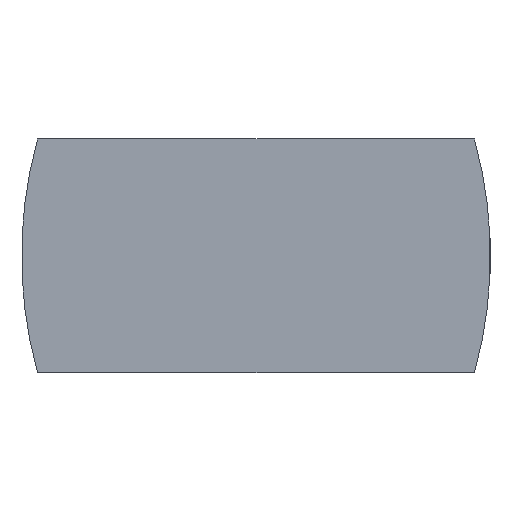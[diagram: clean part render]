
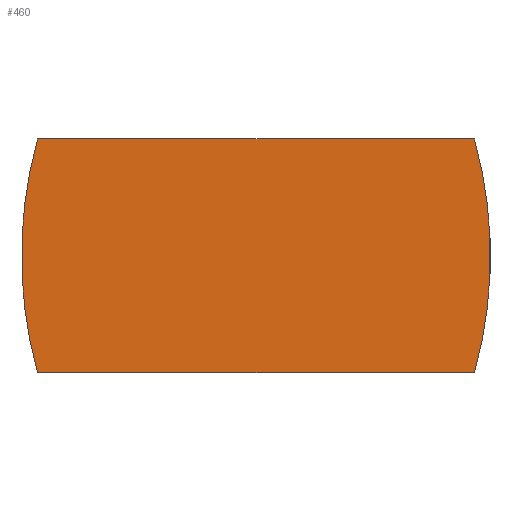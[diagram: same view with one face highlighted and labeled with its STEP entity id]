
A CAD part, front view. The second image highlights one B-rep face of the part: STEP entity #460.
In plain terms, the highlighted planar face has unit normal (0, -1, 0).
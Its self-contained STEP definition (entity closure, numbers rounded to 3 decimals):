
#11 = CARTESIAN_POINT ( 'NONE',  ( 2.023, 0., 7.5 ) ) ;
#56 = EDGE_CURVE ( 'NONE', #2186, #3638, #445, .T. ) ;
#112 = CARTESIAN_POINT ( 'NONE',  ( 0., 0., 0. ) ) ;
#124 = EDGE_CURVE ( 'NONE', #2404, #2161, #2926, .T. ) ;
#146 = AXIS2_PLACEMENT_3D ( 'NONE', #2835, #1029, #2239 ) ;
#176 = AXIS2_PLACEMENT_3D ( 'NONE', #3071, #664, #2153 ) ;
#191 = CARTESIAN_POINT ( 'NONE',  ( 1., 0., 15. ) ) ;
#217 = CARTESIAN_POINT ( 'NONE',  ( 0., 0., 15. ) ) ;
#225 = VERTEX_POINT ( 'NONE', #3842 ) ;
#442 = DIRECTION ( 'NONE',  ( 1., 0., 0. ) ) ;
#445 = LINE ( 'NONE', #112, #1497 ) ;
#460 = ADVANCED_FACE ( 'NONE', ( #1180 ), #1098, .F. ) ;
#558 = VECTOR ( 'NONE', #3628, 1000. ) ;
#586 = CARTESIAN_POINT ( 'NONE',  ( 0., 0., 15. ) ) ;
#625 = ORIENTED_EDGE ( 'NONE', *, *, #776, .T. ) ;
#664 = DIRECTION ( 'NONE',  ( 0., 1., 0. ) ) ;
#699 = ORIENTED_EDGE ( 'NONE', *, *, #2486, .F. ) ;
#776 = EDGE_CURVE ( 'NONE', #225, #3916, #2407, .T. ) ;
#833 = DIRECTION ( 'NONE',  ( 1., 0., 0. ) ) ;
#856 = ORIENTED_EDGE ( 'NONE', *, *, #2353, .F. ) ;
#1026 = ORIENTED_EDGE ( 'NONE', *, *, #1409, .F. ) ;
#1029 = DIRECTION ( 'NONE',  ( 0., 1., 0. ) ) ;
#1037 = ORIENTED_EDGE ( 'NONE', *, *, #124, .F. ) ;
#1048 = AXIS2_PLACEMENT_3D ( 'NONE', #11, #2740, #2766 ) ;
#1055 = CARTESIAN_POINT ( 'NONE',  ( 30., 0., 15. ) ) ;
#1098 = PLANE ( 'NONE',  #3411 ) ;
#1103 = CARTESIAN_POINT ( 'NONE',  ( 27.977, 0., 7.5 ) ) ;
#1112 = CARTESIAN_POINT ( 'NONE',  ( 29., 0., 15. ) ) ;
#1180 = FACE_OUTER_BOUND ( 'NONE', #3055, .T. ) ;
#1271 = VERTEX_POINT ( 'NONE', #191 ) ;
#1307 = CIRCLE ( 'NONE', #146, 28. ) ;
#1409 = EDGE_CURVE ( 'NONE', #3666, #2404, #1307, .T. ) ;
#1489 = EDGE_CURVE ( 'NONE', #2161, #3638, #2692, .T. ) ;
#1497 = VECTOR ( 'NONE', #442, 1000. ) ;
#1656 = DIRECTION ( 'NONE',  ( 0., 1., 0. ) ) ;
#1709 = CARTESIAN_POINT ( 'NONE',  ( 29., 0., 0. ) ) ;
#1869 = LINE ( 'NONE', #217, #2196 ) ;
#2097 = ORIENTED_EDGE ( 'NONE', *, *, #1489, .F. ) ;
#2153 = DIRECTION ( 'NONE',  ( 0., 0., 1. ) ) ;
#2161 = VERTEX_POINT ( 'NONE', #2814 ) ;
#2186 = VERTEX_POINT ( 'NONE', #2507 ) ;
#2196 = VECTOR ( 'NONE', #833, 1000. ) ;
#2239 = DIRECTION ( 'NONE',  ( 0., 0., 1. ) ) ;
#2270 = DIRECTION ( 'NONE',  ( 0., 0., 1. ) ) ;
#2353 = EDGE_CURVE ( 'NONE', #2186, #3916, #3249, .T. ) ;
#2404 = VERTEX_POINT ( 'NONE', #2901 ) ;
#2407 = LINE ( 'NONE', #586, #558 ) ;
#2486 = EDGE_CURVE ( 'NONE', #1271, #3666, #1869, .T. ) ;
#2507 = CARTESIAN_POINT ( 'NONE',  ( 1., 0., 0. ) ) ;
#2692 = CIRCLE ( 'NONE', #1048, 28. ) ;
#2720 = ORIENTED_EDGE ( 'NONE', *, *, #2763, .F. ) ;
#2740 = DIRECTION ( 'NONE',  ( 0., 1., 0. ) ) ;
#2763 = EDGE_CURVE ( 'NONE', #225, #1271, #3050, .T. ) ;
#2766 = DIRECTION ( 'NONE',  ( 0., 0., 1. ) ) ;
#2814 = CARTESIAN_POINT ( 'NONE',  ( 30., 0., 6.361 ) ) ;
#2831 = VECTOR ( 'NONE', #3486, 1000. ) ;
#2835 = CARTESIAN_POINT ( 'NONE',  ( 2.023, 0., 7.5 ) ) ;
#2901 = CARTESIAN_POINT ( 'NONE',  ( 30., 0., 8.639 ) ) ;
#2908 = DIRECTION ( 'NONE',  ( 0., 0., 1. ) ) ;
#2926 = LINE ( 'NONE', #1055, #2831 ) ;
#3045 = AXIS2_PLACEMENT_3D ( 'NONE', #1103, #3510, #2270 ) ;
#3050 = CIRCLE ( 'NONE', #176, 28. ) ;
#3055 = EDGE_LOOP ( 'NONE', ( #3357, #2097, #1037, #1026, #699, #2720, #625, #856 ) ) ;
#3071 = CARTESIAN_POINT ( 'NONE',  ( 27.977, 0., 7.5 ) ) ;
#3249 = CIRCLE ( 'NONE', #3045, 28. ) ;
#3357 = ORIENTED_EDGE ( 'NONE', *, *, #56, .T. ) ;
#3411 = AXIS2_PLACEMENT_3D ( 'NONE', #3793, #1656, #2908 ) ;
#3486 = DIRECTION ( 'NONE',  ( 0., 0., -1. ) ) ;
#3510 = DIRECTION ( 'NONE',  ( 0., 1., 0. ) ) ;
#3628 = DIRECTION ( 'NONE',  ( 0., 0., -1. ) ) ;
#3638 = VERTEX_POINT ( 'NONE', #1709 ) ;
#3666 = VERTEX_POINT ( 'NONE', #1112 ) ;
#3793 = CARTESIAN_POINT ( 'NONE',  ( 0., 0., 15. ) ) ;
#3842 = CARTESIAN_POINT ( 'NONE',  ( 0., 0., 8.639 ) ) ;
#3909 = CARTESIAN_POINT ( 'NONE',  ( 0., 0., 6.361 ) ) ;
#3916 = VERTEX_POINT ( 'NONE', #3909 ) ;
